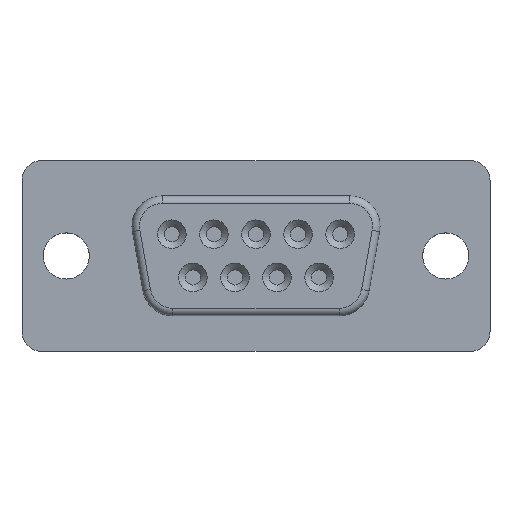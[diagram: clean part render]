
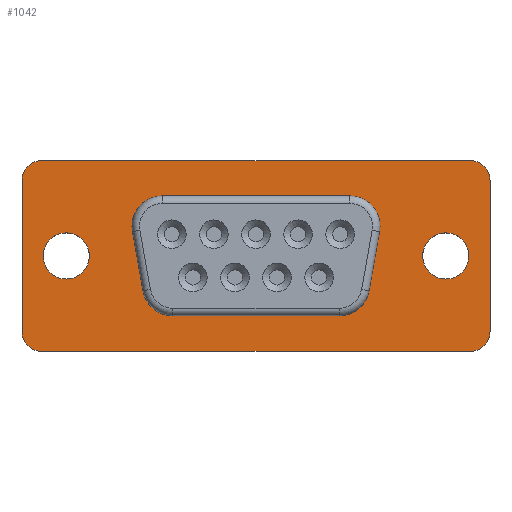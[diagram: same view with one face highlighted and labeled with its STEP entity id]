
A CAD part, top view. The second image highlights one B-rep face of the part: STEP entity #1042.
In plain terms, the highlighted planar face has unit normal (0, 0, 1).
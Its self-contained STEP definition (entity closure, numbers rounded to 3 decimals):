
#626 = VERTEX_POINT('',#627);
#627 = CARTESIAN_POINT('',(-6.165,3.95,0.));
#635 = VERTEX_POINT('',#636);
#636 = CARTESIAN_POINT('',(-8.135,1.603,0.));
#642 = EDGE_CURVE('',#626,#635,#643,.T.);
#643 = CIRCLE('',#644,2.);
#644 = AXIS2_PLACEMENT_3D('',#645,#646,#647);
#645 = CARTESIAN_POINT('',(-6.165,1.95,0.));
#646 = DIRECTION('',(0.,0.,1.));
#647 = DIRECTION('',(1.,0.,0.));
#660 = VERTEX_POINT('',#661);
#661 = CARTESIAN_POINT('',(6.165,3.95,0.));
#667 = EDGE_CURVE('',#626,#660,#668,.T.);
#668 = LINE('',#669,#670);
#669 = CARTESIAN_POINT('',(-6.165,3.95,0.));
#670 = VECTOR('',#671,1.);
#671 = DIRECTION('',(1.,0.,0.));
#682 = VERTEX_POINT('',#683);
#683 = CARTESIAN_POINT('',(-7.447,-2.297,0.));
#691 = EDGE_CURVE('',#682,#635,#692,.T.);
#692 = LINE('',#693,#694);
#693 = CARTESIAN_POINT('',(-7.447,-2.297,0.));
#694 = VECTOR('',#695,1.);
#695 = DIRECTION('',(-0.174,0.985,-0.));
#706 = VERTEX_POINT('',#707);
#707 = CARTESIAN_POINT('',(8.135,1.603,0.));
#715 = EDGE_CURVE('',#706,#660,#716,.T.);
#716 = CIRCLE('',#717,2.);
#717 = AXIS2_PLACEMENT_3D('',#718,#719,#720);
#718 = CARTESIAN_POINT('',(6.165,1.95,0.));
#719 = DIRECTION('',(0.,0.,1.));
#720 = DIRECTION('',(1.,0.,0.));
#733 = VERTEX_POINT('',#734);
#734 = CARTESIAN_POINT('',(-5.477,-3.95,0.));
#740 = EDGE_CURVE('',#682,#733,#741,.T.);
#741 = CIRCLE('',#742,2.);
#742 = AXIS2_PLACEMENT_3D('',#743,#744,#745);
#743 = CARTESIAN_POINT('',(-5.477,-1.95,0.));
#744 = DIRECTION('',(0.,0.,1.));
#745 = DIRECTION('',(1.,0.,0.));
#758 = VERTEX_POINT('',#759);
#759 = CARTESIAN_POINT('',(7.447,-2.297,0.));
#765 = EDGE_CURVE('',#706,#758,#766,.T.);
#766 = LINE('',#767,#768);
#767 = CARTESIAN_POINT('',(8.135,1.603,0.));
#768 = VECTOR('',#769,1.);
#769 = DIRECTION('',(-0.174,-0.985,0.));
#780 = VERTEX_POINT('',#781);
#781 = CARTESIAN_POINT('',(5.477,-3.95,0.));
#789 = EDGE_CURVE('',#780,#733,#790,.T.);
#790 = LINE('',#791,#792);
#791 = CARTESIAN_POINT('',(5.477,-3.95,0.));
#792 = VECTOR('',#793,1.);
#793 = DIRECTION('',(-1.,0.,0.));
#806 = EDGE_CURVE('',#780,#758,#807,.T.);
#807 = CIRCLE('',#808,2.);
#808 = AXIS2_PLACEMENT_3D('',#809,#810,#811);
#809 = CARTESIAN_POINT('',(5.477,-1.95,0.));
#810 = DIRECTION('',(0.,0.,1.));
#811 = DIRECTION('',(1.,0.,0.));
#1042 = ADVANCED_FACE('',(#1043,#1113,#1124,#1134),#1145,.F.);
#1043 = FACE_BOUND('',#1044,.F.);
#1044 = EDGE_LOOP('',(#1045,#1055,#1064,#1072,#1081,#1089,#1098,#1106));
#1045 = ORIENTED_EDGE('',*,*,#1046,.T.);
#1046 = EDGE_CURVE('',#1047,#1049,#1051,.T.);
#1047 = VERTEX_POINT('',#1048);
#1048 = CARTESIAN_POINT('',(-15.405,-4.975,0.));
#1049 = VERTEX_POINT('',#1050);
#1050 = CARTESIAN_POINT('',(-15.405,4.975,0.));
#1051 = LINE('',#1052,#1053);
#1052 = CARTESIAN_POINT('',(-15.405,-4.975,0.));
#1053 = VECTOR('',#1054,1.);
#1054 = DIRECTION('',(0.,1.,0.));
#1055 = ORIENTED_EDGE('',*,*,#1056,.T.);
#1056 = EDGE_CURVE('',#1049,#1057,#1059,.T.);
#1057 = VERTEX_POINT('',#1058);
#1058 = CARTESIAN_POINT('',(-14.105,6.275,0.));
#1059 = CIRCLE('',#1060,1.3);
#1060 = AXIS2_PLACEMENT_3D('',#1061,#1062,#1063);
#1061 = CARTESIAN_POINT('',(-14.105,4.975,0.));
#1062 = DIRECTION('',(0.,0.,-1.));
#1063 = DIRECTION('',(1.,0.,0.));
#1064 = ORIENTED_EDGE('',*,*,#1065,.T.);
#1065 = EDGE_CURVE('',#1057,#1066,#1068,.T.);
#1066 = VERTEX_POINT('',#1067);
#1067 = CARTESIAN_POINT('',(14.105,6.275,0.));
#1068 = LINE('',#1069,#1070);
#1069 = CARTESIAN_POINT('',(-14.105,6.275,0.));
#1070 = VECTOR('',#1071,1.);
#1071 = DIRECTION('',(1.,0.,0.));
#1072 = ORIENTED_EDGE('',*,*,#1073,.T.);
#1073 = EDGE_CURVE('',#1066,#1074,#1076,.T.);
#1074 = VERTEX_POINT('',#1075);
#1075 = CARTESIAN_POINT('',(15.405,4.975,0.));
#1076 = CIRCLE('',#1077,1.3);
#1077 = AXIS2_PLACEMENT_3D('',#1078,#1079,#1080);
#1078 = CARTESIAN_POINT('',(14.105,4.975,0.));
#1079 = DIRECTION('',(0.,0.,-1.));
#1080 = DIRECTION('',(1.,0.,0.));
#1081 = ORIENTED_EDGE('',*,*,#1082,.T.);
#1082 = EDGE_CURVE('',#1074,#1083,#1085,.T.);
#1083 = VERTEX_POINT('',#1084);
#1084 = CARTESIAN_POINT('',(15.405,-4.975,0.));
#1085 = LINE('',#1086,#1087);
#1086 = CARTESIAN_POINT('',(15.405,4.975,0.));
#1087 = VECTOR('',#1088,1.);
#1088 = DIRECTION('',(0.,-1.,0.));
#1089 = ORIENTED_EDGE('',*,*,#1090,.T.);
#1090 = EDGE_CURVE('',#1083,#1091,#1093,.T.);
#1091 = VERTEX_POINT('',#1092);
#1092 = CARTESIAN_POINT('',(14.105,-6.275,0.));
#1093 = CIRCLE('',#1094,1.3);
#1094 = AXIS2_PLACEMENT_3D('',#1095,#1096,#1097);
#1095 = CARTESIAN_POINT('',(14.105,-4.975,0.));
#1096 = DIRECTION('',(0.,0.,-1.));
#1097 = DIRECTION('',(1.,0.,0.));
#1098 = ORIENTED_EDGE('',*,*,#1099,.T.);
#1099 = EDGE_CURVE('',#1091,#1100,#1102,.T.);
#1100 = VERTEX_POINT('',#1101);
#1101 = CARTESIAN_POINT('',(-14.105,-6.275,0.));
#1102 = LINE('',#1103,#1104);
#1103 = CARTESIAN_POINT('',(14.105,-6.275,0.));
#1104 = VECTOR('',#1105,1.);
#1105 = DIRECTION('',(-1.,0.,0.));
#1106 = ORIENTED_EDGE('',*,*,#1107,.T.);
#1107 = EDGE_CURVE('',#1100,#1047,#1108,.T.);
#1108 = CIRCLE('',#1109,1.3);
#1109 = AXIS2_PLACEMENT_3D('',#1110,#1111,#1112);
#1110 = CARTESIAN_POINT('',(-14.105,-4.975,0.));
#1111 = DIRECTION('',(0.,0.,-1.));
#1112 = DIRECTION('',(1.,0.,0.));
#1113 = FACE_BOUND('',#1114,.F.);
#1114 = EDGE_LOOP('',(#1115));
#1115 = ORIENTED_EDGE('',*,*,#1116,.F.);
#1116 = EDGE_CURVE('',#1117,#1117,#1119,.T.);
#1117 = VERTEX_POINT('',#1118);
#1118 = CARTESIAN_POINT('',(-10.975,0.,0.));
#1119 = CIRCLE('',#1120,1.52);
#1120 = AXIS2_PLACEMENT_3D('',#1121,#1122,#1123);
#1121 = CARTESIAN_POINT('',(-12.495,0.,0.));
#1122 = DIRECTION('',(0.,0.,-1.));
#1123 = DIRECTION('',(1.,0.,0.));
#1124 = FACE_BOUND('',#1125,.F.);
#1125 = EDGE_LOOP('',(#1126,#1127,#1128,#1129,#1130,#1131,#1132,#1133));
#1126 = ORIENTED_EDGE('',*,*,#691,.F.);
#1127 = ORIENTED_EDGE('',*,*,#740,.T.);
#1128 = ORIENTED_EDGE('',*,*,#789,.F.);
#1129 = ORIENTED_EDGE('',*,*,#806,.T.);
#1130 = ORIENTED_EDGE('',*,*,#765,.F.);
#1131 = ORIENTED_EDGE('',*,*,#715,.T.);
#1132 = ORIENTED_EDGE('',*,*,#667,.F.);
#1133 = ORIENTED_EDGE('',*,*,#642,.T.);
#1134 = FACE_BOUND('',#1135,.F.);
#1135 = EDGE_LOOP('',(#1136));
#1136 = ORIENTED_EDGE('',*,*,#1137,.F.);
#1137 = EDGE_CURVE('',#1138,#1138,#1140,.T.);
#1138 = VERTEX_POINT('',#1139);
#1139 = CARTESIAN_POINT('',(14.015,0.,0.));
#1140 = CIRCLE('',#1141,1.52);
#1141 = AXIS2_PLACEMENT_3D('',#1142,#1143,#1144);
#1142 = CARTESIAN_POINT('',(12.495,0.,0.));
#1143 = DIRECTION('',(0.,0.,-1.));
#1144 = DIRECTION('',(1.,0.,0.));
#1145 = PLANE('',#1146);
#1146 = AXIS2_PLACEMENT_3D('',#1147,#1148,#1149);
#1147 = CARTESIAN_POINT('',(0.,0.,0.));
#1148 = DIRECTION('',(0.,0.,-1.));
#1149 = DIRECTION('',(1.,0.,0.));
